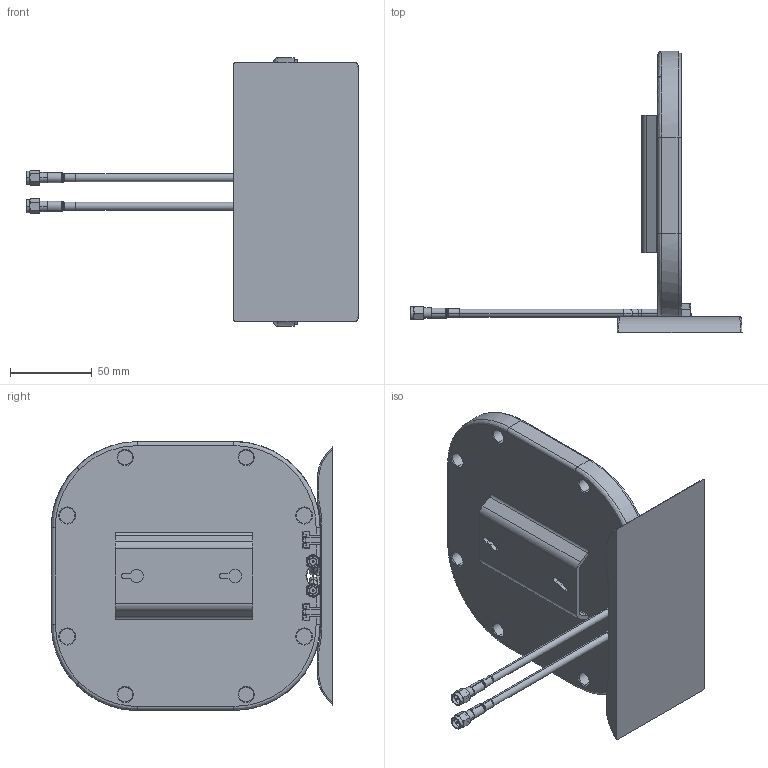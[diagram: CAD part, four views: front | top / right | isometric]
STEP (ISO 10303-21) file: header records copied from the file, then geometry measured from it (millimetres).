
FILE_DESCRIPTION (( 'STEP AP214' ), '1' );
FILE_NAME ('LMA101.A.BI.001.STEP', '2020-02-17T07:12:13', ( '' ), ( '' ), 'SwSTEP 2.0', 'SolidWorks 2017', '' );
FILE_SCHEMA (( 'AUTOMOTIVE_DESIGN' ));
Length unit declared in the file: millimetre
Products named in the file (20): 000114E020066A_LMA100_Base-Ver01; Cable.1; 000114E010066A_LTE_Antenna_Enclosure_-base-2-Ver01; 001316L060000A (for Assy); p2; Cable; 001316L070000A (for Assy)_Yellow_CFD200; 001316L070000A (for Assy); P1; LMA101.A.BI.001; 001316L060000A (for Assy)_Yellow_CFD200
Assembly tree (12 placements, depth 3):
  000114E020066A_LMA100_Base-Ver01
  Cable.1
  Cable.1
  000114E010066A_LTE_Antenna_Enclosure_-base-2-Ver01
  001316L060000A (for Assy)
Bounding box: 202.54 x 171.7 x 164.06 mm (x, y, z)
Volume: 899199.3 mm3; surface area: 201867.9 mm2
Topology: 28 solids, 28 shells, 856 faces, 2108 edges, 1336 vertices
Faces by surface type: plane 427, cylinder 204, bspline 141, cone 64, torus 20
Entity records: 25104 total; most frequent: CARTESIAN_POINT 7255, ORIENTED_EDGE 2574, DIRECTION 2387, EDGE_CURVE 1287, VERTEX_POINT 818, AXIS2_PLACEMENT_3D 815, VECTOR 757, LINE 757
